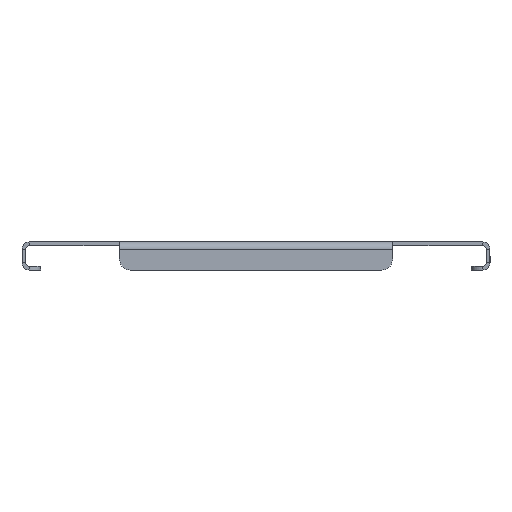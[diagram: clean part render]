
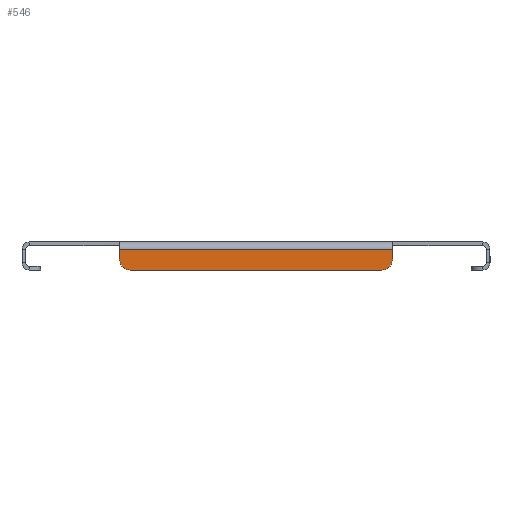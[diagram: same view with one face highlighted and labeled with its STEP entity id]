
A CAD part, left-side view. The second image highlights one B-rep face of the part: STEP entity #546.
In plain terms, the highlighted planar face has unit normal (-1, 0, 0).
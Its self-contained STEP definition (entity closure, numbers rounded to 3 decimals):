
#4 = VERTEX_POINT ( 'NONE', #2507 ) ;
#147 = CARTESIAN_POINT ( 'NONE',  ( -299.5, 73., -9. ) ) ;
#225 = AXIS2_PLACEMENT_3D ( 'NONE', #2570, #960, #944 ) ;
#264 = CARTESIAN_POINT ( 'NONE',  ( -299.5, 73., -4. ) ) ;
#304 = VERTEX_POINT ( 'NONE', #147 ) ;
#384 = VERTEX_POINT ( 'NONE', #1876 ) ;
#398 = DIRECTION ( 'NONE',  ( 0., 0., -1. ) ) ;
#546 = ADVANCED_FACE ( 'NONE', ( #2427 ), #1539, .F. ) ;
#637 = ORIENTED_EDGE ( 'NONE', *, *, #1520, .F. ) ;
#803 = CARTESIAN_POINT ( 'NONE',  ( -299.5, 0., 0. ) ) ;
#842 = DIRECTION ( 'NONE',  ( 0., 0., -1. ) ) ;
#856 = ORIENTED_EDGE ( 'NONE', *, *, #2663, .T. ) ;
#881 = VECTOR ( 'NONE', #2855, 1000. ) ;
#944 = DIRECTION ( 'NONE',  ( 0., 0., -1. ) ) ;
#960 = DIRECTION ( 'NONE',  ( -1., 0., 0. ) ) ;
#971 = EDGE_CURVE ( 'NONE', #1644, #4, #1036, .T. ) ;
#1018 = AXIS2_PLACEMENT_3D ( 'NONE', #803, #2921, #398 ) ;
#1036 = LINE ( 'NONE', #1056, #1475 ) ;
#1056 = CARTESIAN_POINT ( 'NONE',  ( -299.5, -125., -4. ) ) ;
#1062 = CARTESIAN_POINT ( 'NONE',  ( -299.5, -73., -15. ) ) ;
#1123 = ORIENTED_EDGE ( 'NONE', *, *, #2737, .T. ) ;
#1138 = VERTEX_POINT ( 'NONE', #2300 ) ;
#1362 = CIRCLE ( 'NONE', #2509, 6. ) ;
#1407 = DIRECTION ( 'NONE',  ( 0., 0., -1. ) ) ;
#1475 = VECTOR ( 'NONE', #2901, 1000. ) ;
#1520 = EDGE_CURVE ( 'NONE', #384, #2559, #2251, .T. ) ;
#1539 = PLANE ( 'NONE',  #1018 ) ;
#1611 = EDGE_LOOP ( 'NONE', ( #637, #856, #1123, #2460, #1971, #2479 ) ) ;
#1644 = VERTEX_POINT ( 'NONE', #264 ) ;
#1701 = CIRCLE ( 'NONE', #225, 6. ) ;
#1738 = LINE ( 'NONE', #1062, #881 ) ;
#1876 = CARTESIAN_POINT ( 'NONE',  ( -299.5, -67., -15. ) ) ;
#1971 = ORIENTED_EDGE ( 'NONE', *, *, #2929, .T. ) ;
#1985 = CARTESIAN_POINT ( 'NONE',  ( -299.5, 67., -9. ) ) ;
#2070 = CARTESIAN_POINT ( 'NONE',  ( -299.5, 73., -15. ) ) ;
#2251 = LINE ( 'NONE', #2296, #2978 ) ;
#2267 = CARTESIAN_POINT ( 'NONE',  ( -299.5, 67., -15. ) ) ;
#2295 = LINE ( 'NONE', #2070, #2764 ) ;
#2296 = CARTESIAN_POINT ( 'NONE',  ( -299.5, -125., -15. ) ) ;
#2300 = CARTESIAN_POINT ( 'NONE',  ( -299.5, -73., -9. ) ) ;
#2376 = EDGE_CURVE ( 'NONE', #304, #2559, #1362, .T. ) ;
#2427 = FACE_OUTER_BOUND ( 'NONE', #1611, .T. ) ;
#2460 = ORIENTED_EDGE ( 'NONE', *, *, #971, .F. ) ;
#2479 = ORIENTED_EDGE ( 'NONE', *, *, #2376, .T. ) ;
#2486 = DIRECTION ( 'NONE',  ( 0., 1., 0. ) ) ;
#2507 = CARTESIAN_POINT ( 'NONE',  ( -299.5, -73., -4. ) ) ;
#2509 = AXIS2_PLACEMENT_3D ( 'NONE', #1985, #2914, #842 ) ;
#2559 = VERTEX_POINT ( 'NONE', #2267 ) ;
#2570 = CARTESIAN_POINT ( 'NONE',  ( -299.5, -67., -9. ) ) ;
#2663 = EDGE_CURVE ( 'NONE', #384, #1138, #1701, .T. ) ;
#2737 = EDGE_CURVE ( 'NONE', #1138, #4, #1738, .T. ) ;
#2764 = VECTOR ( 'NONE', #1407, 1000. ) ;
#2855 = DIRECTION ( 'NONE',  ( 0., 0., 1. ) ) ;
#2901 = DIRECTION ( 'NONE',  ( 0., -1., 0. ) ) ;
#2914 = DIRECTION ( 'NONE',  ( -1., 0., 0. ) ) ;
#2921 = DIRECTION ( 'NONE',  ( 1., 0., 0. ) ) ;
#2929 = EDGE_CURVE ( 'NONE', #1644, #304, #2295, .T. ) ;
#2978 = VECTOR ( 'NONE', #2486, 1000. ) ;
